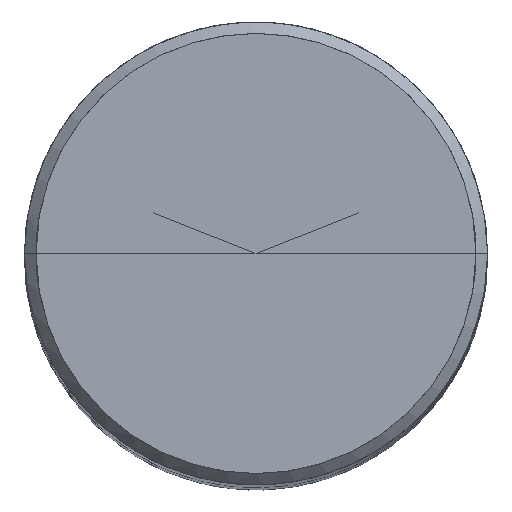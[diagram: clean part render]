
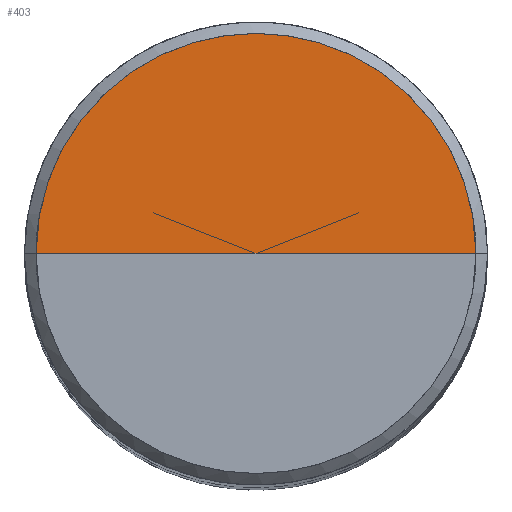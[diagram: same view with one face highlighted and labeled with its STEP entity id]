
A CAD part, top view. The second image highlights one B-rep face of the part: STEP entity #403.
In plain terms, the highlighted free-form (B-spline) face has degree [1, 2] with [2, 5] control points.
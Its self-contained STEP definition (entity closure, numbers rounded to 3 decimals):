
#100=CARTESIAN_POINT('',(-9.5,0.,65.));
#104=CARTESIAN_POINT('',(9.5,0.,65.));
#105=CARTESIAN_POINT('',(0.,0.,65.));
#109=CARTESIAN_POINT('',(9.5,9.5,65.));
#110=CARTESIAN_POINT('',(0.,9.5,65.));
#111=CARTESIAN_POINT('',(-9.5,9.5,65.));
#388=(
BOUNDED_SURFACE()
B_SPLINE_SURFACE(1,2,(
(#104,#109,#110,#111,#100),
(#105,#105,#105,#105,#105)
), .UNSPECIFIED.,.F.,.F.,.F.)
B_SPLINE_SURFACE_WITH_KNOTS((2,2),(3,2,3),(
0.,1.),(
0.,0.5,1.), .UNSPECIFIED.)
GEOMETRIC_REPRESENTATION_ITEM()
RATIONAL_B_SPLINE_SURFACE(((1.,0.707,1.,0.707,1.),
(1.,0.707,1.,0.707,1.)
))
REPRESENTATION_ITEM('')
SURFACE()
);
#389=(
BOUNDED_CURVE()
B_SPLINE_CURVE(2,(#100,#111,#110,#109,#104),.UNSPECIFIED.,.F.,.F.)
B_SPLINE_CURVE_WITH_KNOTS((3,2,3),
(0.,0.5,1.),.UNSPECIFIED.)
CURVE()
GEOMETRIC_REPRESENTATION_ITEM()
RATIONAL_B_SPLINE_CURVE((1.,0.707,1.,0.707,1.))
REPRESENTATION_ITEM('')
);
#390=(
BOUNDED_CURVE()
B_SPLINE_CURVE(1,(#104,#105),.UNSPECIFIED.,.F.,.F.)
B_SPLINE_CURVE_WITH_KNOTS((2,2),
(0.,1.),.UNSPECIFIED.)
CURVE()
GEOMETRIC_REPRESENTATION_ITEM()
RATIONAL_B_SPLINE_CURVE((1.,1.))
REPRESENTATION_ITEM('')
);
#391=(
BOUNDED_CURVE()
B_SPLINE_CURVE(1,(#105,#100),.UNSPECIFIED.,.F.,.F.)
B_SPLINE_CURVE_WITH_KNOTS((2,2),
(0.,1.),.UNSPECIFIED.)
CURVE()
GEOMETRIC_REPRESENTATION_ITEM()
RATIONAL_B_SPLINE_CURVE((1.,1.))
REPRESENTATION_ITEM('')
);
#392=VERTEX_POINT('',#100);
#393=VERTEX_POINT('',#104);
#394=VERTEX_POINT('',#105);
#395=EDGE_CURVE('',#392,#393,#389,.T.);
#396=EDGE_CURVE('',#393,#394,#390,.T.);
#397=EDGE_CURVE('',#394,#392,#391,.T.);
#398=ORIENTED_EDGE('',*,*,#395,.T.);
#399=ORIENTED_EDGE('',*,*,#396,.T.);
#400=ORIENTED_EDGE('',*,*,#397,.T.);
#401=EDGE_LOOP('',(#398,#399,#400));
#402=FACE_OUTER_BOUND('',#401,.T.);
#403=ADVANCED_FACE('',(#402),#388,.T.);
